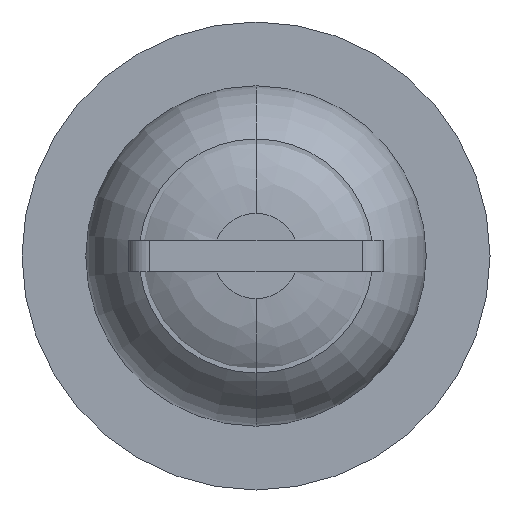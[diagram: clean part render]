
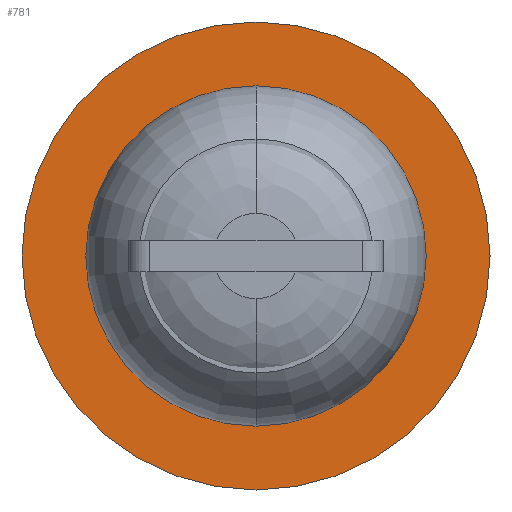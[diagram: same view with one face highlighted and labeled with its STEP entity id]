
A CAD part, front view. The second image highlights one B-rep face of the part: STEP entity #781.
In plain terms, the highlighted planar face has unit normal (0, -1, 0).
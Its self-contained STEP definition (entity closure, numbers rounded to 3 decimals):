
#32 = FACE_OUTER_BOUND ( 'NONE', #608, .T. ) ;
#44 = DIRECTION ( 'NONE',  ( 0., 1., 0. ) ) ;
#59 = AXIS2_PLACEMENT_3D ( 'NONE', #567, #44, #1224 ) ;
#106 = DIRECTION ( 'NONE',  ( 0., 0., 1. ) ) ;
#133 = ORIENTED_EDGE ( 'NONE', *, *, #1702, .F. ) ;
#194 = VERTEX_POINT ( 'NONE', #1582 ) ;
#204 = CARTESIAN_POINT ( 'NONE',  ( 0., 0., 0. ) ) ;
#226 = CIRCLE ( 'NONE', #293, 4. ) ;
#230 = CARTESIAN_POINT ( 'NONE',  ( 0., 0., 5.5 ) ) ;
#245 = FACE_BOUND ( 'NONE', #1147, .T. ) ;
#293 = AXIS2_PLACEMENT_3D ( 'NONE', #1017, #1157, #364 ) ;
#364 = DIRECTION ( 'NONE',  ( 0., 0., 1. ) ) ;
#388 = AXIS2_PLACEMENT_3D ( 'NONE', #1227, #708, #424 ) ;
#424 = DIRECTION ( 'NONE',  ( 0., 0., 1. ) ) ;
#435 = EDGE_CURVE ( 'NONE', #494, #963, #1675, .T. ) ;
#494 = VERTEX_POINT ( 'NONE', #230 ) ;
#567 = CARTESIAN_POINT ( 'NONE',  ( 0., 0., 0. ) ) ;
#608 = EDGE_LOOP ( 'NONE', ( #1642, #1249 ) ) ;
#677 = VERTEX_POINT ( 'NONE', #1136 ) ;
#708 = DIRECTION ( 'NONE',  ( 0., 1., 0. ) ) ;
#729 = ORIENTED_EDGE ( 'NONE', *, *, #1514, .F. ) ;
#769 = DIRECTION ( 'NONE',  ( 0., 1., 0. ) ) ;
#781 = ADVANCED_FACE ( 'NONE', ( #32, #245 ), #1556, .F. ) ;
#807 = EDGE_CURVE ( 'NONE', #963, #494, #887, .T. ) ;
#887 = CIRCLE ( 'NONE', #59, 5.5 ) ;
#963 = VERTEX_POINT ( 'NONE', #1026 ) ;
#986 = DIRECTION ( 'NONE',  ( 0., -1., 0. ) ) ;
#1017 = CARTESIAN_POINT ( 'NONE',  ( 0., 0., 0. ) ) ;
#1026 = CARTESIAN_POINT ( 'NONE',  ( 0., 0., -5.5 ) ) ;
#1092 = CIRCLE ( 'NONE', #1545, 4. ) ;
#1136 = CARTESIAN_POINT ( 'NONE',  ( 0., 0., -4. ) ) ;
#1147 = EDGE_LOOP ( 'NONE', ( #729, #133 ) ) ;
#1157 = DIRECTION ( 'NONE',  ( 0., -1., 0. ) ) ;
#1224 = DIRECTION ( 'NONE',  ( 0., 0., 1. ) ) ;
#1227 = CARTESIAN_POINT ( 'NONE',  ( 0., 0., 0. ) ) ;
#1249 = ORIENTED_EDGE ( 'NONE', *, *, #435, .F. ) ;
#1280 = DIRECTION ( 'NONE',  ( 0., 0., 1. ) ) ;
#1404 = CARTESIAN_POINT ( 'NONE',  ( 0., 0., 0. ) ) ;
#1514 = EDGE_CURVE ( 'NONE', #194, #677, #1092, .T. ) ;
#1545 = AXIS2_PLACEMENT_3D ( 'NONE', #204, #986, #1280 ) ;
#1556 = PLANE ( 'NONE',  #388 ) ;
#1582 = CARTESIAN_POINT ( 'NONE',  ( 0., 0., 4. ) ) ;
#1642 = ORIENTED_EDGE ( 'NONE', *, *, #807, .F. ) ;
#1659 = AXIS2_PLACEMENT_3D ( 'NONE', #1404, #769, #106 ) ;
#1675 = CIRCLE ( 'NONE', #1659, 5.5 ) ;
#1702 = EDGE_CURVE ( 'NONE', #677, #194, #226, .T. ) ;
